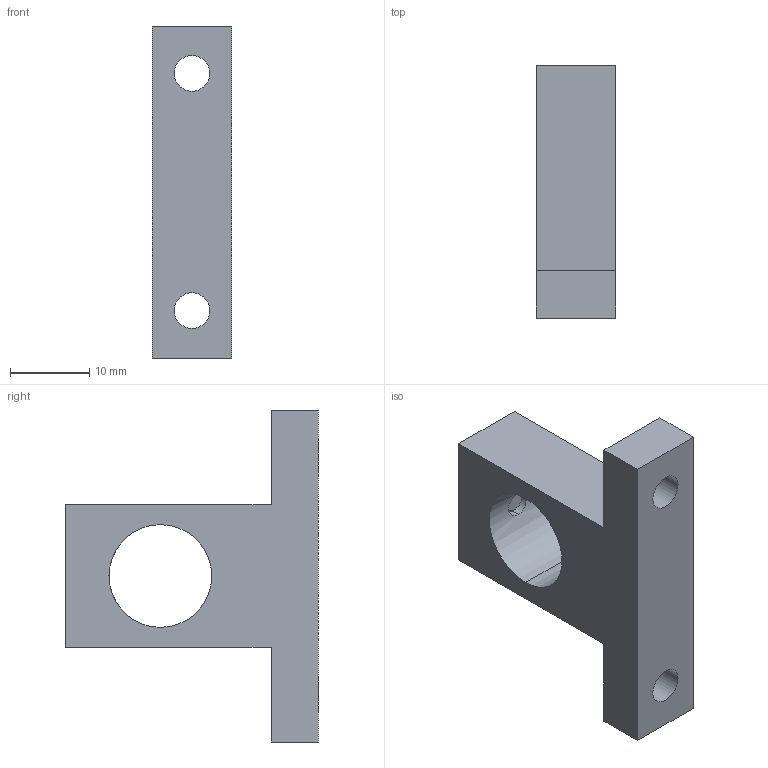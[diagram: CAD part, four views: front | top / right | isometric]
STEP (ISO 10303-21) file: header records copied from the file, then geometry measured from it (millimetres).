
FILE_DESCRIPTION( ( '' ), '1' );
FILE_NAME( 'SHTB13-20.stp', '2020-11-07T15:59:06', ( '' ), ( '' ), ' ', ' ', ' ' );
FILE_SCHEMA( ( 'CONFIG_CONTROL_DESIGN' ) );
Length unit declared in the file: millimetre
Products named in the file (2): 1; 2
Bounding box: 10 x 32 x 42 mm (x, y, z)
Volume: 5689.1 mm3; surface area: 3296.8 mm2
Topology: 2 solids, 2 shells, 43 faces, 96 edges, 58 vertices
Faces by surface type: plane 19, cone 14, cylinder 10
Entity records: 1336 total; most frequent: CARTESIAN_POINT 281, DIRECTION 208, ORIENTED_EDGE 192, EDGE_CURVE 96, AXIS2_PLACEMENT_3D 77, VERTEX_POINT 58, LINE 54, VECTOR 54
